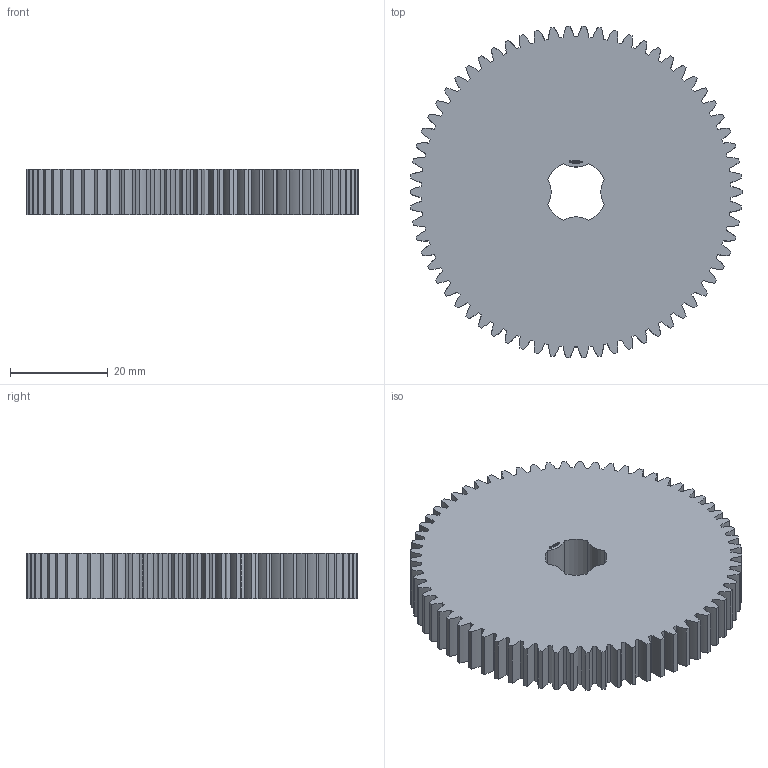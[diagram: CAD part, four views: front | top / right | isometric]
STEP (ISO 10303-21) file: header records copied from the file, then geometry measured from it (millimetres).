
FILE_DESCRIPTION(('FreeCAD Model'),'2;1');
FILE_NAME('Open CASCADE Shape Model','2024-03-10T22:51:16',(''),(''), 'Open CASCADE STEP processor 7.6','FreeCAD','Unknown');
FILE_SCHEMA(('AUTOMOTIVE_DESIGN { 1 0 10303 214 1 1 1 1 }'));
Products named in the file (1): Gear Wheel PLN TTH66 BU00.75 SFT-SHD - SPN-GWH-0243 (stemfie.org)
Bounding box: 68 x 67.96 x 9.38 mm (x, y, z)
Volume: 30900.9 mm3; surface area: 10897.2 mm2
Topology: 1 solids, 1 shells, 744 faces, 2136 edges, 1424 vertices
Faces by surface type: extrusion 406, plane 330, cylinder 8
Entity records: 69543 total; most frequent: CARTESIAN_POINT 24527, DIRECTION 5884, VECTOR 5158, LINE 4752, ORIENTED_EDGE 4272, PCURVE 4272, DEFINITIONAL_REPRESENTATION 4272, EDGE_CURVE 2136
